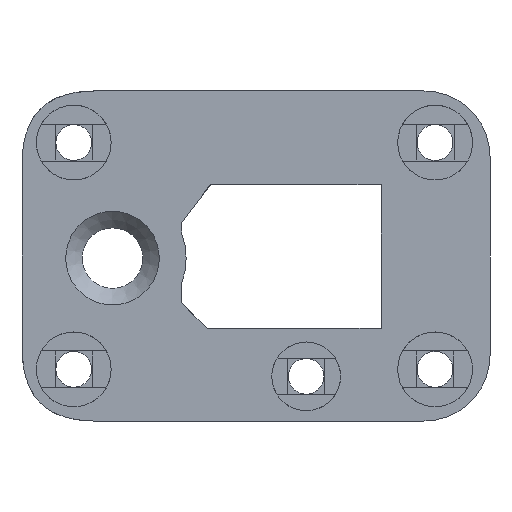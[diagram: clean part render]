
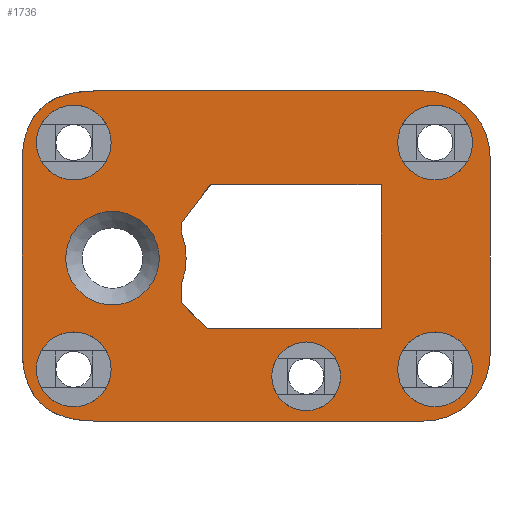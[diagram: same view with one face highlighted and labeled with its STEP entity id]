
A CAD part, front view. The second image highlights one B-rep face of the part: STEP entity #1736.
In plain terms, the highlighted planar face has unit normal (0, -1, 0).
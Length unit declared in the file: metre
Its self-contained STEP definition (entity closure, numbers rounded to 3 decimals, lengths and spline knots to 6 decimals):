
#17=B_SPLINE_CURVE_WITH_KNOTS('',3,(#2703,#2704,#2705,#2706,#2707,#2708,
#2709),.UNSPECIFIED.,.F.,.F.,(4,1,1,1,4),(0.,0.002686,0.005372,
0.008058,0.010744),.UNSPECIFIED.);
#18=B_SPLINE_CURVE_WITH_KNOTS('',3,(#2724,#2725,#2726,#2727,#2728,#2729,
#2730),.UNSPECIFIED.,.F.,.F.,(4,1,1,1,4),(0.,0.002686,0.005372,
0.008058,0.010744),.UNSPECIFIED.);
#67=LINE('',#2622,#251);
#70=LINE('',#2629,#254);
#74=LINE('',#2637,#258);
#77=LINE('',#2643,#261);
#79=LINE('',#2646,#263);
#82=LINE('',#2653,#266);
#84=LINE('',#2656,#268);
#107=LINE('',#2734,#291);
#108=LINE('',#2736,#292);
#111=LINE('',#2743,#295);
#114=LINE('',#2760,#298);
#251=VECTOR('',#2108,1.);
#254=VECTOR('',#2113,1.);
#258=VECTOR('',#2119,1.);
#261=VECTOR('',#2124,1.);
#263=VECTOR('',#2128,1.);
#266=VECTOR('',#2133,1.);
#268=VECTOR('',#2137,1.);
#291=VECTOR('',#2178,1.);
#292=VECTOR('',#2181,1.);
#295=VECTOR('',#2192,1.);
#298=VECTOR('',#2219,1.);
#425=PLANE('',#1881);
#686=ORIENTED_EDGE('',*,*,#1084,.F.);
#687=ORIENTED_EDGE('',*,*,#1075,.T.);
#688=ORIENTED_EDGE('',*,*,#993,.T.);
#689=ORIENTED_EDGE('',*,*,#1079,.T.);
#690=ORIENTED_EDGE('',*,*,#1070,.T.);
#691=ORIENTED_EDGE('',*,*,#1076,.T.);
#692=ORIENTED_EDGE('',*,*,#1073,.T.);
#693=ORIENTED_EDGE('',*,*,#1085,.F.);
#694=ORIENTED_EDGE('',*,*,#996,.T.);
#695=ORIENTED_EDGE('',*,*,#1086,.F.);
#696=ORIENTED_EDGE('',*,*,#1087,.F.);
#697=ORIENTED_EDGE('',*,*,#1088,.F.);
#698=ORIENTED_EDGE('',*,*,#1089,.F.);
#699=ORIENTED_EDGE('',*,*,#1036,.F.);
#700=ORIENTED_EDGE('',*,*,#1048,.T.);
#701=ORIENTED_EDGE('',*,*,#1050,.F.);
#702=ORIENTED_EDGE('',*,*,#1040,.F.);
#703=ORIENTED_EDGE('',*,*,#1043,.T.);
#704=ORIENTED_EDGE('',*,*,#1033,.F.);
#705=ORIENTED_EDGE('',*,*,#1082,.T.);
#706=ORIENTED_EDGE('',*,*,#1045,.F.);
#707=ORIENTED_EDGE('',*,*,#992,.T.);
#992=EDGE_CURVE('',#1234,#1234,#1369,.T.);
#993=EDGE_CURVE('',#1235,#1236,#1370,.T.);
#996=EDGE_CURVE('',#1237,#1238,#1371,.T.);
#1033=EDGE_CURVE('',#1268,#1269,#67,.T.);
#1036=EDGE_CURVE('',#1271,#1272,#70,.T.);
#1040=EDGE_CURVE('',#1273,#1275,#74,.T.);
#1043=EDGE_CURVE('',#1273,#1269,#77,.T.);
#1045=EDGE_CURVE('',#1272,#1277,#79,.T.);
#1048=EDGE_CURVE('',#1271,#1279,#82,.T.);
#1050=EDGE_CURVE('',#1275,#1279,#84,.T.);
#1070=EDGE_CURVE('',#1289,#1288,#17,.T.);
#1073=EDGE_CURVE('',#1291,#1290,#18,.T.);
#1075=EDGE_CURVE('',#1238,#1235,#107,.T.);
#1076=EDGE_CURVE('',#1288,#1291,#108,.T.);
#1079=EDGE_CURVE('',#1236,#1289,#111,.T.);
#1082=EDGE_CURVE('',#1268,#1277,#1393,.T.);
#1084=EDGE_CURVE('',#1293,#1293,#1395,.T.);
#1085=EDGE_CURVE('',#1237,#1290,#114,.T.);
#1086=EDGE_CURVE('',#1294,#1294,#1396,.T.);
#1087=EDGE_CURVE('',#1295,#1295,#1397,.T.);
#1088=EDGE_CURVE('',#1296,#1296,#1398,.T.);
#1089=EDGE_CURVE('',#1297,#1297,#1399,.T.);
#1234=VERTEX_POINT('',#2529);
#1235=VERTEX_POINT('',#2532);
#1236=VERTEX_POINT('',#2533);
#1237=VERTEX_POINT('',#2538);
#1238=VERTEX_POINT('',#2539);
#1268=VERTEX_POINT('',#2621);
#1269=VERTEX_POINT('',#2623);
#1271=VERTEX_POINT('',#2628);
#1272=VERTEX_POINT('',#2630);
#1273=VERTEX_POINT('',#2635);
#1275=VERTEX_POINT('',#2638);
#1277=VERTEX_POINT('',#2647);
#1279=VERTEX_POINT('',#2652);
#1288=VERTEX_POINT('',#2702);
#1289=VERTEX_POINT('',#2710);
#1290=VERTEX_POINT('',#2723);
#1291=VERTEX_POINT('',#2731);
#1293=VERTEX_POINT('',#2759);
#1294=VERTEX_POINT('',#2762);
#1295=VERTEX_POINT('',#2764);
#1296=VERTEX_POINT('',#2766);
#1297=VERTEX_POINT('',#2768);
#1369=CIRCLE('',#1809,0.00425);
#1370=CIRCLE('',#1811,0.006);
#1371=CIRCLE('',#1813,0.006);
#1393=CIRCLE('',#1875,0.006688);
#1395=CIRCLE('',#1882,0.003125);
#1396=CIRCLE('',#1883,0.0034);
#1397=CIRCLE('',#1884,0.0034);
#1398=CIRCLE('',#1885,0.0034);
#1399=CIRCLE('',#1886,0.0034);
#1479=EDGE_LOOP('',(#686));
#1480=EDGE_LOOP('',(#687,#688,#689,#690,#691,#692,#693,#694));
#1481=EDGE_LOOP('',(#695));
#1482=EDGE_LOOP('',(#696));
#1483=EDGE_LOOP('',(#697));
#1484=EDGE_LOOP('',(#698));
#1485=EDGE_LOOP('',(#699,#700,#701,#702,#703,#704,#705,#706));
#1486=EDGE_LOOP('',(#707));
#1607=FACE_BOUND('',#1479,.T.);
#1608=FACE_BOUND('',#1480,.T.);
#1609=FACE_BOUND('',#1481,.T.);
#1610=FACE_BOUND('',#1482,.T.);
#1611=FACE_BOUND('',#1483,.T.);
#1612=FACE_BOUND('',#1484,.T.);
#1613=FACE_BOUND('',#1485,.T.);
#1614=FACE_BOUND('',#1486,.T.);
#1736=ADVANCED_FACE('',(#1607,#1608,#1609,#1610,#1611,#1612,#1613,#1614),
#425,.T.);
#1809=AXIS2_PLACEMENT_3D('',#2528,#2007,#2008);
#1811=AXIS2_PLACEMENT_3D('',#2531,#2011,#2012);
#1813=AXIS2_PLACEMENT_3D('',#2537,#2017,#2018);
#1875=AXIS2_PLACEMENT_3D('',#2750,#2203,#2204);
#1881=AXIS2_PLACEMENT_3D('',#2757,#2215,#2216);
#1882=AXIS2_PLACEMENT_3D('',#2758,#2217,#2218);
#1883=AXIS2_PLACEMENT_3D('',#2761,#2220,#2221);
#1884=AXIS2_PLACEMENT_3D('',#2763,#2222,#2223);
#1885=AXIS2_PLACEMENT_3D('',#2765,#2224,#2225);
#1886=AXIS2_PLACEMENT_3D('',#2767,#2226,#2227);
#2007=DIRECTION('',(0.,1.,0.));
#2008=DIRECTION('',(0.,0.,-1.));
#2011=DIRECTION('',(0.,-1.,0.));
#2012=DIRECTION('',(0.,0.,-1.));
#2017=DIRECTION('',(0.,-1.,0.));
#2018=DIRECTION('',(0.,0.,-1.));
#2108=DIRECTION('',(0.,0.,-1.));
#2113=DIRECTION('',(-0.605,0.,-0.796));
#2119=DIRECTION('',(1.,0.,0.));
#2124=DIRECTION('',(-0.707,0.,0.707));
#2128=DIRECTION('',(0.,0.,-1.));
#2133=DIRECTION('',(1.,0.,0.));
#2137=DIRECTION('',(0.,0.,1.));
#2178=DIRECTION('',(0.,0.,1.));
#2181=DIRECTION('',(0.,0.,-1.));
#2192=DIRECTION('',(-1.,0.,0.));
#2203=DIRECTION('',(0.,-1.,0.));
#2204=DIRECTION('',(0.,0.,-1.));
#2215=DIRECTION('',(0.,-1.,0.));
#2216=DIRECTION('',(1.,0.,0.));
#2217=DIRECTION('',(0.,-1.,0.));
#2218=DIRECTION('',(0.,0.,-1.));
#2219=DIRECTION('',(-1.,0.,0.));
#2220=DIRECTION('',(0.,-1.,0.));
#2221=DIRECTION('',(0.,0.,-1.));
#2222=DIRECTION('',(0.,-1.,0.));
#2223=DIRECTION('',(0.,0.,-1.));
#2224=DIRECTION('',(0.,-1.,0.));
#2225=DIRECTION('',(0.,0.,-1.));
#2226=DIRECTION('',(0.,-1.,0.));
#2227=DIRECTION('',(0.,0.,-1.));
#2528=CARTESIAN_POINT('',(0.024621,0.199595,0.112176));
#2529=CARTESIAN_POINT('',(0.024621,0.199595,0.107926));
#2531=CARTESIAN_POINT('',(0.052912,0.199595,0.121366));
#2532=CARTESIAN_POINT('',(0.058912,0.199595,0.121366));
#2533=CARTESIAN_POINT('',(0.052912,0.199595,0.127366));
#2537=CARTESIAN_POINT('',(0.052912,0.199595,0.103376));
#2538=CARTESIAN_POINT('',(0.052912,0.199595,0.097376));
#2539=CARTESIAN_POINT('',(0.058912,0.199595,0.103376));
#2621=CARTESIAN_POINT('',(0.030908,0.199595,0.109898));
#2622=CARTESIAN_POINT('',(0.030908,0.199595,0.109898));
#2623=CARTESIAN_POINT('',(0.030908,0.199595,0.108113));
#2628=CARTESIAN_POINT('',(0.033503,0.199595,0.118836));
#2629=CARTESIAN_POINT('',(0.033503,0.199595,0.118836));
#2630=CARTESIAN_POINT('',(0.030908,0.199595,0.11542));
#2635=CARTESIAN_POINT('',(0.033221,0.199595,0.105801));
#2637=CARTESIAN_POINT('',(0.033221,0.199595,0.105801));
#2638=CARTESIAN_POINT('',(0.049021,0.199595,0.105801));
#2643=CARTESIAN_POINT('',(0.033221,0.199595,0.105801));
#2646=CARTESIAN_POINT('',(0.030908,0.199595,0.11542));
#2647=CARTESIAN_POINT('',(0.030908,0.199595,0.114455));
#2652=CARTESIAN_POINT('',(0.049021,0.199595,0.118836));
#2653=CARTESIAN_POINT('',(0.033503,0.199595,0.118836));
#2656=CARTESIAN_POINT('',(0.049021,0.199595,0.105801));
#2702=CARTESIAN_POINT('',(0.016401,0.199595,0.120666));
#2703=CARTESIAN_POINT('',(0.023101,0.199595,0.127366));
#2704=CARTESIAN_POINT('',(0.022193,0.199595,0.127367));
#2705=CARTESIAN_POINT('',(0.020409,0.199595,0.12722));
#2706=CARTESIAN_POINT('',(0.01787,0.199595,0.125916));
#2707=CARTESIAN_POINT('',(0.01656,0.199595,0.123413));
#2708=CARTESIAN_POINT('',(0.0164,0.199595,0.12158));
#2709=CARTESIAN_POINT('',(0.016401,0.199595,0.120666));
#2710=CARTESIAN_POINT('',(0.023101,0.199595,0.127366));
#2723=CARTESIAN_POINT('',(0.023101,0.199595,0.097376));
#2724=CARTESIAN_POINT('',(0.016401,0.199595,0.104076));
#2725=CARTESIAN_POINT('',(0.0164,0.199595,0.103168));
#2726=CARTESIAN_POINT('',(0.016547,0.199595,0.101384));
#2727=CARTESIAN_POINT('',(0.017851,0.199595,0.098845));
#2728=CARTESIAN_POINT('',(0.020354,0.199595,0.097535));
#2729=CARTESIAN_POINT('',(0.022186,0.199595,0.097376));
#2730=CARTESIAN_POINT('',(0.023101,0.199595,0.097376));
#2731=CARTESIAN_POINT('',(0.016401,0.199595,0.104076));
#2734=CARTESIAN_POINT('',(0.058912,0.199595,0.103376));
#2736=CARTESIAN_POINT('',(0.016401,0.199595,0.120666));
#2743=CARTESIAN_POINT('',(0.052912,0.199595,0.127366));
#2750=CARTESIAN_POINT('',(0.024621,0.199595,0.112176));
#2757=CARTESIAN_POINT('',(0.028279,0.199595,0.112426));
#2758=CARTESIAN_POINT('',(0.042213,0.199595,0.101439));
#2759=CARTESIAN_POINT('',(0.042213,0.199595,0.098314));
#2760=CARTESIAN_POINT('',(0.052912,0.199595,0.097376));
#2761=CARTESIAN_POINT('',(0.053921,0.199595,0.102076));
#2762=CARTESIAN_POINT('',(0.053921,0.199595,0.098676));
#2763=CARTESIAN_POINT('',(0.021101,0.199595,0.102076));
#2764=CARTESIAN_POINT('',(0.021101,0.199595,0.098676));
#2765=CARTESIAN_POINT('',(0.021101,0.199595,0.122676));
#2766=CARTESIAN_POINT('',(0.021101,0.199595,0.119276));
#2767=CARTESIAN_POINT('',(0.053921,0.199595,0.122676));
#2768=CARTESIAN_POINT('',(0.053921,0.199595,0.119276));
